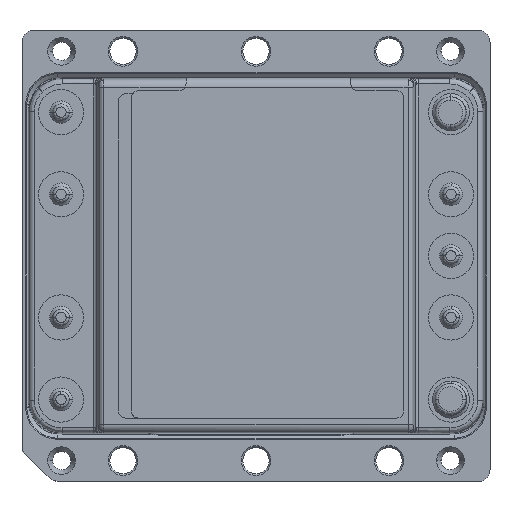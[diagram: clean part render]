
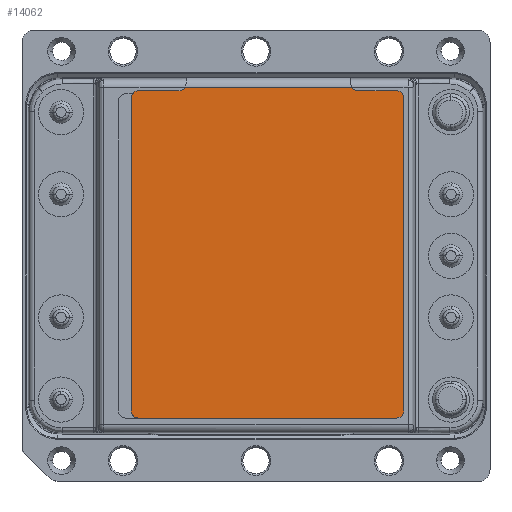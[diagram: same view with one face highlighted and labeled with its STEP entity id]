
A CAD part, top view. The second image highlights one B-rep face of the part: STEP entity #14062.
In plain terms, the highlighted planar face has unit normal (0, 0, 1).
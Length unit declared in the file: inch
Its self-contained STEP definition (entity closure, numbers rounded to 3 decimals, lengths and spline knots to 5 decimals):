
#8405 = CIRCLE ( 'NONE', #8430, 0.0351 ) ;
#8411 = CIRCLE ( 'NONE', #8416, 0.03511 ) ;
#8414 = CIRCLE ( 'NONE', #8426, 0.0351 ) ;
#8416 = AXIS2_PLACEMENT_3D ( 'NONE', #10017, #10018, #10019 ) ;
#8417 = CIRCLE ( 'NONE', #8422, 0.0351 ) ;
#8420 = VECTOR ( 'NONE', #10025, 39.37008 ) ;
#8422 = AXIS2_PLACEMENT_3D ( 'NONE', #10028, #10029, #10030 ) ;
#8424 = VECTOR ( 'NONE', #10034, 39.37008 ) ;
#8426 = AXIS2_PLACEMENT_3D ( 'NONE', #10037, #10038, #10039 ) ;
#8428 = CIRCLE ( 'NONE', #8438, 0.03511 ) ;
#8429 = VECTOR ( 'NONE', #10043, 39.37008 ) ;
#8430 = AXIS2_PLACEMENT_3D ( 'NONE', #10044, #10045, #10046 ) ;
#8431 = CIRCLE ( 'NONE', #8434, 0.03511 ) ;
#8434 = AXIS2_PLACEMENT_3D ( 'NONE', #10053, #10054, #10055 ) ;
#8436 = VECTOR ( 'NONE', #10059, 39.37008 ) ;
#8438 = AXIS2_PLACEMENT_3D ( 'NONE', #10062, #10063, #10064 ) ;
#8439 = VECTOR ( 'NONE', #10066, 39.37008 ) ;
#8441 = VECTOR ( 'NONE', #10068, 39.37008 ) ;
#10017 = CARTESIAN_POINT ( 'NONE',  ( 0.56592, -0.80242, 0.50997 ) ) ;
#10018 = DIRECTION ( 'NONE',  ( 0., 0., 1. ) ) ;
#10019 = DIRECTION ( 'NONE',  ( 1., 0., 0. ) ) ;
#10024 = CARTESIAN_POINT ( 'NONE',  ( 1.82669, -0.83752, 0.50997 ) ) ;
#10025 = DIRECTION ( 'NONE',  ( 1., 0., 0. ) ) ;
#10028 = CARTESIAN_POINT ( 'NONE',  ( 1.82669, -0.80242, 0.50997 ) ) ;
#10029 = DIRECTION ( 'NONE',  ( 0., 0., 1. ) ) ;
#10030 = DIRECTION ( 'NONE',  ( 1., 0., 0. ) ) ;
#10033 = CARTESIAN_POINT ( 'NONE',  ( 1.8618, 0.72716, 0.50997 ) ) ;
#10034 = DIRECTION ( 'NONE',  ( 0., 1., 0. ) ) ;
#10037 = CARTESIAN_POINT ( 'NONE',  ( 1.82669, 0.72716, 0.50997 ) ) ;
#10038 = DIRECTION ( 'NONE',  ( 0., 0., 1. ) ) ;
#10039 = DIRECTION ( 'NONE',  ( 1., 0., 0. ) ) ;
#10042 = CARTESIAN_POINT ( 'NONE',  ( 1.82669, 0.76226, 0.50997 ) ) ;
#10043 = DIRECTION ( 'NONE',  ( -1., 0., 0. ) ) ;
#10044 = CARTESIAN_POINT ( 'NONE',  ( 1.63612, 0.79737, 0.50997 ) ) ;
#10045 = DIRECTION ( 'NONE',  ( 0., 0., -1. ) ) ;
#10046 = DIRECTION ( 'NONE',  ( -1., 0., 0. ) ) ;
#10053 = CARTESIAN_POINT ( 'NONE',  ( 0.76351, 0.79737, 0.50997 ) ) ;
#10054 = DIRECTION ( 'NONE',  ( 0., 0., -1. ) ) ;
#10055 = DIRECTION ( 'NONE',  ( 1., 0., 0. ) ) ;
#10058 = CARTESIAN_POINT ( 'NONE',  ( 0.76351, 0.76226, 0.50997 ) ) ;
#10059 = DIRECTION ( 'NONE',  ( -1., 0., 0. ) ) ;
#10062 = CARTESIAN_POINT ( 'NONE',  ( 0.56592, 0.72716, 0.50997 ) ) ;
#10063 = DIRECTION ( 'NONE',  ( 0., 0., 1. ) ) ;
#10064 = DIRECTION ( 'NONE',  ( -1., 0., 0. ) ) ;
#10065 = CARTESIAN_POINT ( 'NONE',  ( 0.53082, 0.72716, 0.50997 ) ) ;
#10066 = DIRECTION ( 'NONE',  ( 0., -1., 0. ) ) ;
#10067 = CARTESIAN_POINT ( 'NONE',  ( 0.56592, 0.77893, 0.50997 ) ) ;
#10068 = DIRECTION ( 'NONE',  ( 1., 0., 0. ) ) ;
#10403 = LINE ( 'NONE', #10024, #8420 ) ;
#10406 = LINE ( 'NONE', #10033, #8424 ) ;
#10409 = LINE ( 'NONE', #10042, #8429 ) ;
#10412 = LINE ( 'NONE', #10058, #8436 ) ;
#10414 = LINE ( 'NONE', #10065, #8439 ) ;
#10415 = LINE ( 'NONE', #10067, #8441 ) ;
#12830 = EDGE_LOOP ( 'NONE', ( #19876, #19878, #19875, #19877, #19879, #19880, #19881, #19882, #19883, #19884, #19885, #19886 ) ) ;
#14062 = ADVANCED_FACE ( 'NONE', ( #26002 ), #26274, .T. ) ;
#15333 = VERTEX_POINT ( 'NONE', #36183 ) ;
#15334 = VERTEX_POINT ( 'NONE', #36184 ) ;
#15335 = VERTEX_POINT ( 'NONE', #36185 ) ;
#15336 = VERTEX_POINT ( 'NONE', #36186 ) ;
#15337 = VERTEX_POINT ( 'NONE', #36187 ) ;
#15338 = VERTEX_POINT ( 'NONE', #36188 ) ;
#15339 = VERTEX_POINT ( 'NONE', #36189 ) ;
#15340 = VERTEX_POINT ( 'NONE', #36190 ) ;
#15341 = VERTEX_POINT ( 'NONE', #36191 ) ;
#15342 = VERTEX_POINT ( 'NONE', #36192 ) ;
#15343 = VERTEX_POINT ( 'NONE', #36193 ) ;
#15344 = VERTEX_POINT ( 'NONE', #36194 ) ;
#19041 = EDGE_CURVE ( 'NONE', #15334, #15333, #8411, .T. ) ;
#19044 = EDGE_CURVE ( 'NONE', #15333, #15335, #10403, .T. ) ;
#19046 = EDGE_CURVE ( 'NONE', #15335, #15336, #8417, .T. ) ;
#19048 = EDGE_CURVE ( 'NONE', #15336, #15337, #10406, .T. ) ;
#19050 = EDGE_CURVE ( 'NONE', #15337, #15338, #8414, .T. ) ;
#19052 = EDGE_CURVE ( 'NONE', #15338, #15339, #10409, .T. ) ;
#19053 = EDGE_CURVE ( 'NONE', #15339, #15340, #8405, .T. ) ;
#19057 = EDGE_CURVE ( 'NONE', #15341, #15342, #8431, .T. ) ;
#19059 = EDGE_CURVE ( 'NONE', #15342, #15343, #10412, .T. ) ;
#19061 = EDGE_CURVE ( 'NONE', #15343, #15344, #8428, .T. ) ;
#19062 = EDGE_CURVE ( 'NONE', #15344, #15334, #10414, .T. ) ;
#19063 = EDGE_CURVE ( 'NONE', #15341, #15340, #10415, .T. ) ;
#19875 = ORIENTED_EDGE ( 'NONE', *, *, #19059, .T. ) ;
#19876 = ORIENTED_EDGE ( 'NONE', *, *, #19063, .F. ) ;
#19877 = ORIENTED_EDGE ( 'NONE', *, *, #19061, .T. ) ;
#19878 = ORIENTED_EDGE ( 'NONE', *, *, #19057, .T. ) ;
#19879 = ORIENTED_EDGE ( 'NONE', *, *, #19062, .T. ) ;
#19880 = ORIENTED_EDGE ( 'NONE', *, *, #19041, .T. ) ;
#19881 = ORIENTED_EDGE ( 'NONE', *, *, #19044, .T. ) ;
#19882 = ORIENTED_EDGE ( 'NONE', *, *, #19046, .T. ) ;
#19883 = ORIENTED_EDGE ( 'NONE', *, *, #19048, .T. ) ;
#19884 = ORIENTED_EDGE ( 'NONE', *, *, #19050, .T. ) ;
#19885 = ORIENTED_EDGE ( 'NONE', *, *, #19052, .T. ) ;
#19886 = ORIENTED_EDGE ( 'NONE', *, *, #19053, .T. ) ;
#25336 = AXIS2_PLACEMENT_3D ( 'NONE', #26275, #26276, #26277 ) ;
#26002 = FACE_OUTER_BOUND ( 'NONE', #12830, .T. ) ;
#26274 = PLANE ( 'NONE',  #25336 ) ;
#26275 = CARTESIAN_POINT ( 'NONE',  ( 0.56592, 0.72716, 0.50997 ) ) ;
#26276 = DIRECTION ( 'NONE',  ( 0., 0., 1. ) ) ;
#26277 = DIRECTION ( 'NONE',  ( -1., 0., 0. ) ) ;
#36183 = CARTESIAN_POINT ( 'NONE',  ( 0.56592, -0.83752, 0.50997 ) ) ;
#36184 = CARTESIAN_POINT ( 'NONE',  ( 0.53082, -0.80242, 0.50997 ) ) ;
#36185 = CARTESIAN_POINT ( 'NONE',  ( 1.82669, -0.83752, 0.50997 ) ) ;
#36186 = CARTESIAN_POINT ( 'NONE',  ( 1.8618, -0.80242, 0.50997 ) ) ;
#36187 = CARTESIAN_POINT ( 'NONE',  ( 1.8618, 0.72716, 0.50997 ) ) ;
#36188 = CARTESIAN_POINT ( 'NONE',  ( 1.82669, 0.76226, 0.50997 ) ) ;
#36189 = CARTESIAN_POINT ( 'NONE',  ( 1.63612, 0.76226, 0.50997 ) ) ;
#36190 = CARTESIAN_POINT ( 'NONE',  ( 1.60625, 0.77893, 0.50997 ) ) ;
#36191 = CARTESIAN_POINT ( 'NONE',  ( 0.79339, 0.77893, 0.50997 ) ) ;
#36192 = CARTESIAN_POINT ( 'NONE',  ( 0.76351, 0.76226, 0.50997 ) ) ;
#36193 = CARTESIAN_POINT ( 'NONE',  ( 0.56592, 0.76226, 0.50997 ) ) ;
#36194 = CARTESIAN_POINT ( 'NONE',  ( 0.53082, 0.72716, 0.50997 ) ) ;
